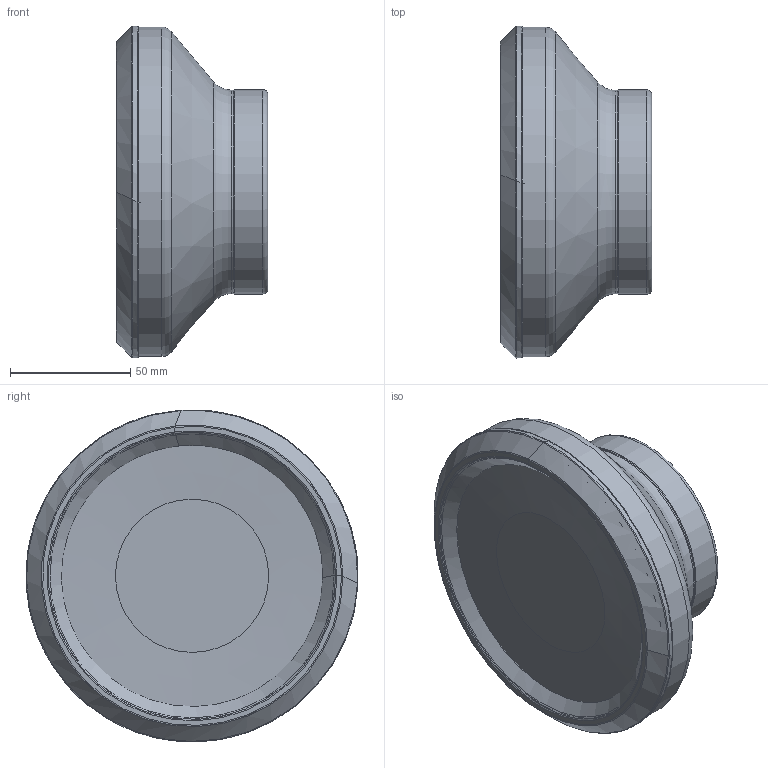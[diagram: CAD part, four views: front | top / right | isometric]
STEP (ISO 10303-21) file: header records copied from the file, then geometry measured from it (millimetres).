
FILE_DESCRIPTION(/* description */ (''),/* implementation_level */ '2;1');
FILE_NAME(/* name */ 'model1.stp',/* time_stamp */ '2023-10-03T08:28:34+03:00',/* author */ (''),/* organization */ (''),/* preprocessor_version */ 'ST-DEVELOPER v19.4',/* originating_system */ 'SIEMENS PLM Software NX2306.3001',/* authorisation */ '');
FILE_SCHEMA (('AUTOMOTIVE_DESIGN { 1 0 10303 214 3 1 1 1 }'));
Length unit declared in the file: millimetre
Products named in the file (1): model1_objects
Bounding box: 63 x 138.06 x 138.03 mm (x, y, z)
Volume: 634336.9 mm3; surface area: 63082.4 mm2
Topology: 2 solids, 2 shells, 52 faces, 101 edges, 51 vertices
Faces by surface type: bspline 32, cone 5, torus 5, revolution 4, cylinder 4, plane 2
Full cylindrical faces by diameter (mm): 84.6 x1, 85 x1, 134 x1, 137 x1
Entity records: 1800 total; most frequent: CARTESIAN_POINT 723, DIRECTION 188, ORIENTED_EDGE 166, AXIS2_PLACEMENT_3D 84, EDGE_CURVE 83, EDGE_LOOP 70, ADVANCED_FACE 52, CIRCLE 51
